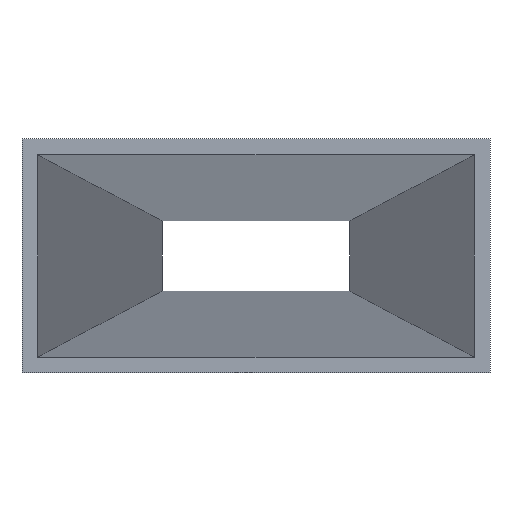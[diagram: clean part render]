
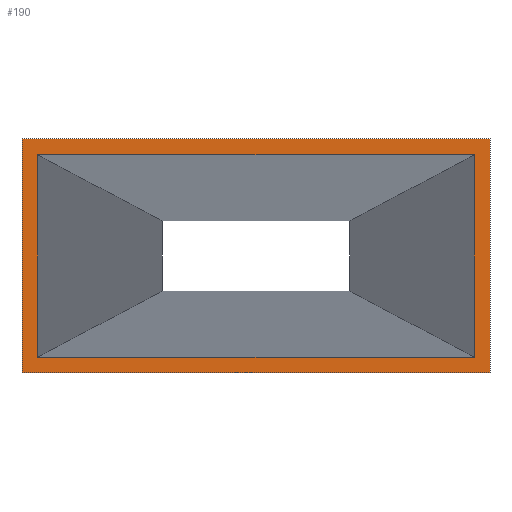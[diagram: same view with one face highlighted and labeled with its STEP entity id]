
A CAD part, left-side view. The second image highlights one B-rep face of the part: STEP entity #190.
In plain terms, the highlighted planar face has unit normal (-1, 0, 0).
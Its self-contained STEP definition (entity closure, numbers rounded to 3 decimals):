
#16=FACE_BOUND('',#34,.T.);
#22=FACE_OUTER_BOUND('',#33,.T.);
#33=EDGE_LOOP('',(#151,#152,#153,#154));
#34=EDGE_LOOP('',(#155,#156,#157,#158));
#39=LINE('',#278,#63);
#43=LINE('',#286,#67);
#46=LINE('',#292,#70);
#49=LINE('',#297,#73);
#55=LINE('',#311,#79);
#56=LINE('',#313,#80);
#57=LINE('',#315,#81);
#58=LINE('',#316,#82);
#63=VECTOR('',#232,10.);
#67=VECTOR('',#238,10.);
#70=VECTOR('',#243,10.);
#73=VECTOR('',#248,10.);
#79=VECTOR('',#258,10.);
#80=VECTOR('',#259,10.);
#81=VECTOR('',#260,10.);
#82=VECTOR('',#261,10.);
#87=VERTEX_POINT('',#276);
#88=VERTEX_POINT('',#277);
#91=VERTEX_POINT('',#285);
#93=VERTEX_POINT('',#291);
#99=VERTEX_POINT('',#309);
#100=VERTEX_POINT('',#310);
#101=VERTEX_POINT('',#312);
#102=VERTEX_POINT('',#314);
#103=EDGE_CURVE('',#87,#88,#39,.T.);
#107=EDGE_CURVE('',#88,#91,#43,.T.);
#110=EDGE_CURVE('',#91,#93,#46,.T.);
#113=EDGE_CURVE('',#93,#87,#49,.T.);
#119=EDGE_CURVE('',#99,#100,#55,.T.);
#120=EDGE_CURVE('',#101,#99,#56,.T.);
#121=EDGE_CURVE('',#102,#101,#57,.T.);
#122=EDGE_CURVE('',#100,#102,#58,.T.);
#151=ORIENTED_EDGE('',*,*,#119,.F.);
#152=ORIENTED_EDGE('',*,*,#120,.F.);
#153=ORIENTED_EDGE('',*,*,#121,.F.);
#154=ORIENTED_EDGE('',*,*,#122,.F.);
#155=ORIENTED_EDGE('',*,*,#103,.T.);
#156=ORIENTED_EDGE('',*,*,#107,.T.);
#157=ORIENTED_EDGE('',*,*,#110,.T.);
#158=ORIENTED_EDGE('',*,*,#113,.T.);
#180=PLANE('',#223);
#190=ADVANCED_FACE('',(#22,#16),#180,.F.);
#223=AXIS2_PLACEMENT_3D('',#308,#256,#257);
#232=DIRECTION('',(0.,1.,0.));
#238=DIRECTION('',(0.,0.,1.));
#243=DIRECTION('',(0.,-1.,0.));
#248=DIRECTION('',(0.,0.,-1.));
#256=DIRECTION('center_axis',(1.,0.,0.));
#257=DIRECTION('ref_axis',(0.,0.,-1.));
#258=DIRECTION('',(0.,1.,0.));
#259=DIRECTION('',(0.,0.,-1.));
#260=DIRECTION('',(0.,-1.,0.));
#261=DIRECTION('',(0.,0.,1.));
#276=CARTESIAN_POINT('',(0.,-55.999,-26.));
#277=CARTESIAN_POINT('',(0.,55.999,-26.));
#278=CARTESIAN_POINT('',(0.,-30.,-26.));
#285=CARTESIAN_POINT('',(0.,55.999,26.));
#286=CARTESIAN_POINT('',(0.,55.999,-15.));
#291=CARTESIAN_POINT('',(0.,-55.999,26.));
#292=CARTESIAN_POINT('',(0.,30.,26.));
#297=CARTESIAN_POINT('',(0.,-55.999,15.));
#308=CARTESIAN_POINT('Origin',(0.,0.,0.));
#309=CARTESIAN_POINT('',(0.,-60.,-30.));
#310=CARTESIAN_POINT('',(0.,60.,-30.));
#311=CARTESIAN_POINT('',(0.,-60.,-30.));
#312=CARTESIAN_POINT('',(0.,-60.,30.));
#313=CARTESIAN_POINT('',(0.,-60.,30.));
#314=CARTESIAN_POINT('',(0.,60.,30.));
#315=CARTESIAN_POINT('',(0.,60.,30.));
#316=CARTESIAN_POINT('',(0.,60.,-30.));
